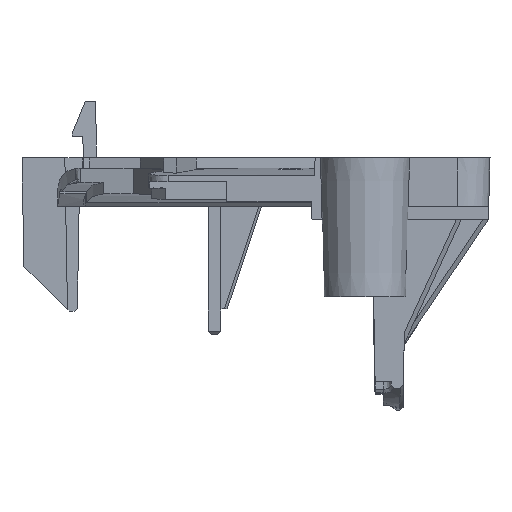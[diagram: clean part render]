
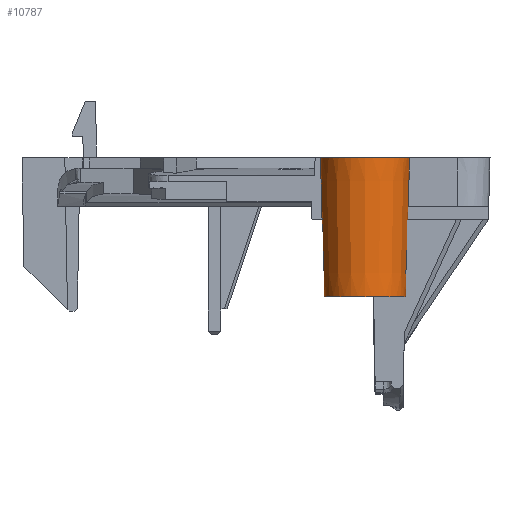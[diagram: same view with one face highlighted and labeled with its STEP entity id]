
A CAD part, left-side view. The second image highlights one B-rep face of the part: STEP entity #10787.
In plain terms, the highlighted conical face has half-angle 1.5 degrees and reference radius 3.202 mm.
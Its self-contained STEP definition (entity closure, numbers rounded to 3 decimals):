
#132=(
BOUNDED_CURVE()
B_SPLINE_CURVE(2,(#23501,#23502,#23503),.UNSPECIFIED.,.F.,.F.)
B_SPLINE_CURVE_WITH_KNOTS((3,3),(2.584,2.672),
 .UNSPECIFIED.)
CURVE()
GEOMETRIC_REPRESENTATION_ITEM()
RATIONAL_B_SPLINE_CURVE((1.,1.,1.))
REPRESENTATION_ITEM('')
);
#142=(
BOUNDED_CURVE()
B_SPLINE_CURVE(2,(#23819,#23820,#23821),.UNSPECIFIED.,.F.,.F.)
B_SPLINE_CURVE_WITH_KNOTS((3,3),(4.366,4.83),
 .UNSPECIFIED.)
CURVE()
GEOMETRIC_REPRESENTATION_ITEM()
RATIONAL_B_SPLINE_CURVE((1.,1.,1.))
REPRESENTATION_ITEM('')
);
#205=CONICAL_SURFACE('',#11496,3.202,0.026);
#616=CIRCLE('',#10894,3.486);
#617=CIRCLE('',#10895,3.486);
#662=CIRCLE('',#11067,3.387);
#665=CIRCLE('',#11085,3.36);
#714=CIRCLE('',#11398,3.202);
#1241=FACE_OUTER_BOUND('',#1825,.T.);
#1825=EDGE_LOOP('',(#9690,#9691,#9692,#9693,#9694,#9695,#9696,#9697,#9698,
#9699));
#2926=LINE('',#23816,#4007);
#2927=LINE('',#23818,#4008);
#4007=VECTOR('',#13917,10.);
#4008=VECTOR('',#13920,3.327);
#4248=VERTEX_POINT('',#14531);
#4249=VERTEX_POINT('',#14533);
#4250=VERTEX_POINT('',#14535);
#4664=VERTEX_POINT('',#18273);
#4665=VERTEX_POINT('',#18274);
#4715=VERTEX_POINT('',#18404);
#4716=VERTEX_POINT('',#18406);
#5064=VERTEX_POINT('',#23498);
#5320=EDGE_CURVE('',#4248,#4249,#616,.F.);
#5321=EDGE_CURVE('',#4249,#4250,#617,.F.);
#5854=EDGE_CURVE('',#4664,#4665,#662,.F.);
#5927=EDGE_CURVE('',#4716,#4715,#665,.F.);
#6554=EDGE_CURVE('',#5064,#5064,#714,.T.);
#6555=EDGE_CURVE('',#4715,#4665,#132,.F.);
#6648=EDGE_CURVE('',#4250,#4664,#2926,.T.);
#6649=EDGE_CURVE('',#4249,#5064,#2927,.T.);
#6650=EDGE_CURVE('',#4248,#4716,#142,.F.);
#9690=ORIENTED_EDGE('',*,*,#5854,.F.);
#9691=ORIENTED_EDGE('',*,*,#6648,.F.);
#9692=ORIENTED_EDGE('',*,*,#5321,.F.);
#9693=ORIENTED_EDGE('',*,*,#6649,.T.);
#9694=ORIENTED_EDGE('',*,*,#6554,.F.);
#9695=ORIENTED_EDGE('',*,*,#6649,.F.);
#9696=ORIENTED_EDGE('',*,*,#5320,.F.);
#9697=ORIENTED_EDGE('',*,*,#6650,.T.);
#9698=ORIENTED_EDGE('',*,*,#5927,.T.);
#9699=ORIENTED_EDGE('',*,*,#6555,.T.);
#10787=ADVANCED_FACE('',(#1241),#205,.T.);
#10894=AXIS2_PLACEMENT_3D('',#14534,#11850,#11851);
#10895=AXIS2_PLACEMENT_3D('',#14536,#11852,#11853);
#11067=AXIS2_PLACEMENT_3D('',#18275,#12546,#12547);
#11085=AXIS2_PLACEMENT_3D('',#18407,#12645,#12646);
#11398=AXIS2_PLACEMENT_3D('',#23499,#13660,#13661);
#11496=AXIS2_PLACEMENT_3D('',#23817,#13918,#13919);
#11850=DIRECTION('center_axis',(0.,0.,-1.));
#11851=DIRECTION('ref_axis',(1.,0.,0.));
#11852=DIRECTION('center_axis',(0.,0.,-1.));
#11853=DIRECTION('ref_axis',(1.,0.,0.));
#12546=DIRECTION('center_axis',(0.,0.,-1.));
#12547=DIRECTION('ref_axis',(1.,0.,0.));
#12645=DIRECTION('center_axis',(0.,0.,1.));
#12646=DIRECTION('ref_axis',(1.,0.,0.));
#13660=DIRECTION('center_axis',(0.,0.,-1.));
#13661=DIRECTION('ref_axis',(1.,0.,0.));
#13917=DIRECTION('',(0.,0.026,-1.));
#13918=DIRECTION('center_axis',(0.,0.,1.));
#13919=DIRECTION('ref_axis',(1.,0.,0.));
#13920=DIRECTION('',(0.026,0.,-1.));
#14531=CARTESIAN_POINT('',(-59.406,9.736,-0.82));
#14533=CARTESIAN_POINT('',(-62.946,6.25,-0.82));
#14534=CARTESIAN_POINT('Origin',(-59.46,6.25,-0.82));
#14535=CARTESIAN_POINT('',(-59.46,2.764,-0.82));
#14536=CARTESIAN_POINT('Origin',(-59.46,6.25,-0.82));
#18273=CARTESIAN_POINT('',(-59.46,2.863,-4.62));
#18274=CARTESIAN_POINT('',(-56.114,6.774,-4.62));
#18275=CARTESIAN_POINT('Origin',(-59.46,6.25,-4.62));
#18404=CARTESIAN_POINT('',(-56.145,6.8,-5.62));
#18406=CARTESIAN_POINT('',(-59.407,9.61,-5.62));
#18407=CARTESIAN_POINT('Origin',(-59.46,6.25,-5.62));
#23498=CARTESIAN_POINT('',(-62.662,6.25,-11.67));
#23499=CARTESIAN_POINT('Origin',(-59.46,6.25,-11.67));
#23501=CARTESIAN_POINT('Ctrl Pts',(-56.114,6.774,-4.62));
#23502=CARTESIAN_POINT('Ctrl Pts',(-56.13,6.787,-5.122));
#23503=CARTESIAN_POINT('Ctrl Pts',(-56.145,6.8,-5.62));
#23816=CARTESIAN_POINT('',(-59.46,3.048,-11.667));
#23817=CARTESIAN_POINT('Origin',(-59.46,6.25,-11.667));
#23818=CARTESIAN_POINT('',(-62.662,6.25,-11.667));
#23819=CARTESIAN_POINT('Ctrl Pts',(-59.407,9.61,-5.62));
#23820=CARTESIAN_POINT('Ctrl Pts',(-59.406,9.672,-3.242));
#23821=CARTESIAN_POINT('Ctrl Pts',(-59.406,9.736,-0.82));
